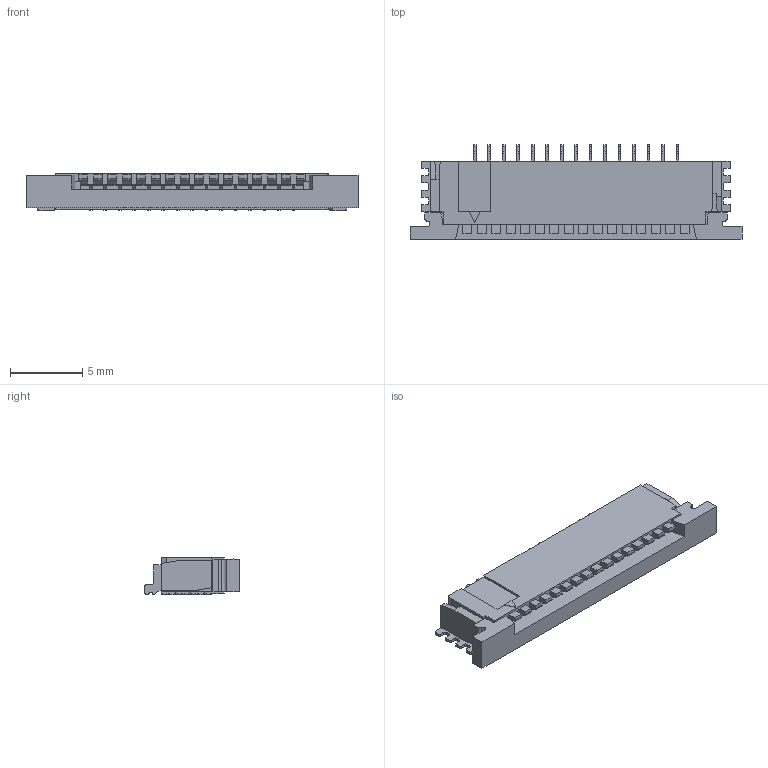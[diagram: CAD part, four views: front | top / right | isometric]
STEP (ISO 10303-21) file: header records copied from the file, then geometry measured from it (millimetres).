
FILE_DESCRIPTION(('FreeCAD Model'),'2;1');
FILE_NAME('1-84953-5.STEP','2018-05-07T15:01:56',(''), (''),'Open CASCADE STEP processor 6.8','FreeCAD','Unknown');
FILE_SCHEMA(('AUTOMOTIVE_DESIGN_CC2 { 1 2 10303 214 -1 1 5 4 }'));
Length unit declared in the file: millimetre
Products named in the file (2): ASSEMBLY; 1-84953-5
Assembly tree (1 placements, depth 2):
  ASSEMBLY
    1-84953-5
Bounding box: 22.92 x 6.55 x 2.58 mm (x, y, z)
Volume: 226.4 mm3; surface area: 733.8 mm2
Topology: 1 solids, 1 shells, 646 faces, 1852 edges, 1217 vertices
Faces by surface type: plane 450, cylinder 196
Entity records: 25561 total; most frequent: CARTESIAN_POINT 3717, ORIENTED_EDGE 3704, DIRECTION 3540, EDGE_CURVE 1852, LINE 1460, VECTOR 1460, VERTEX_POINT 1217, AXIS2_PLACEMENT_3D 1040
